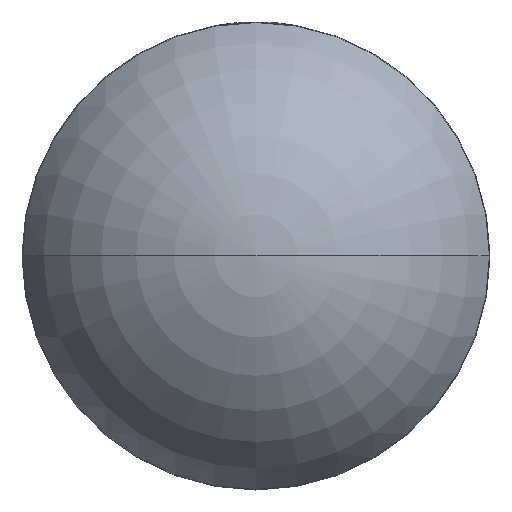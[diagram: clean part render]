
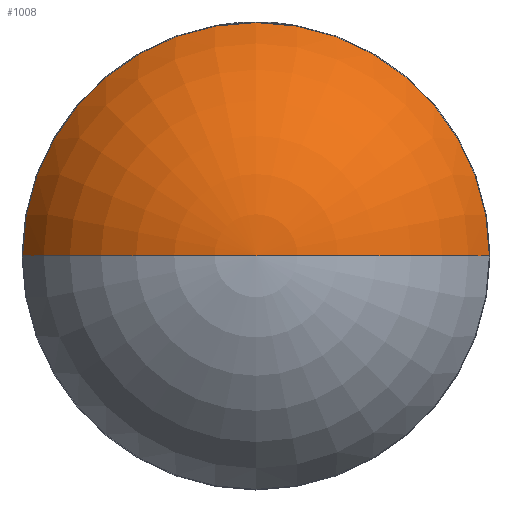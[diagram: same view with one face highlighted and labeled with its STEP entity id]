
A CAD part, top view. The second image highlights one B-rep face of the part: STEP entity #1008.
In plain terms, the highlighted toroidal (fillet/blend) face has major radius 0.003 mm and minor radius 41.41 mm.
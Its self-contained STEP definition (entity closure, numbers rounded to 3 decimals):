
#173 = ORIENTED_EDGE ( 'NONE', *, *, #1831, .T. ) ;
#211 = TOROIDAL_SURFACE ( 'NONE', #686, -0.002, 41.41 ) ;
#274 = DIRECTION ( 'NONE',  ( 0., -1., 0. ) ) ;
#298 = AXIS2_PLACEMENT_3D ( 'NONE', #1461, #464, #1163 ) ;
#305 = VERTEX_POINT ( 'NONE', #876 ) ;
#343 = CIRCLE ( 'NONE', #298, 37.395 ) ;
#344 = DIRECTION ( 'NONE',  ( -1., 0., 0. ) ) ;
#431 = DIRECTION ( 'NONE',  ( 0., 0., -1. ) ) ;
#440 = CARTESIAN_POINT ( 'NONE',  ( -37.395, 0., -10.202 ) ) ;
#464 = DIRECTION ( 'NONE',  ( 0., 0., 1. ) ) ;
#469 = AXIS2_PLACEMENT_3D ( 'NONE', #1184, #1167, #344 ) ;
#511 = AXIS2_PLACEMENT_3D ( 'NONE', #1702, #274, #431 ) ;
#607 = CIRCLE ( 'NONE', #511, 41.41 ) ;
#612 = CARTESIAN_POINT ( 'NONE',  ( 37.395, 0., -10.202 ) ) ;
#681 = DIRECTION ( 'NONE',  ( 0., 0., 1. ) ) ;
#686 = AXIS2_PLACEMENT_3D ( 'NONE', #1802, #681, #1673 ) ;
#706 = EDGE_CURVE ( 'NONE', #1214, #305, #976, .T. ) ;
#876 = CARTESIAN_POINT ( 'NONE',  ( 0., 0., 13.425 ) ) ;
#976 = CIRCLE ( 'NONE', #469, 41.41 ) ;
#1008 = ADVANCED_FACE ( 'NONE', ( #1704 ), #211, .T. ) ;
#1100 = EDGE_CURVE ( 'NONE', #1806, #305, #607, .T. ) ;
#1163 = DIRECTION ( 'NONE',  ( -1., 0., 0. ) ) ;
#1167 = DIRECTION ( 'NONE',  ( 0., 1., 0. ) ) ;
#1184 = CARTESIAN_POINT ( 'NONE',  ( 0.002, 0., -27.985 ) ) ;
#1214 = VERTEX_POINT ( 'NONE', #440 ) ;
#1253 = ORIENTED_EDGE ( 'NONE', *, *, #1100, .F. ) ;
#1461 = CARTESIAN_POINT ( 'NONE',  ( 0., 0., -10.202 ) ) ;
#1562 = EDGE_LOOP ( 'NONE', ( #173, #1691, #1253 ) ) ;
#1673 = DIRECTION ( 'NONE',  ( 1., 0., 0. ) ) ;
#1691 = ORIENTED_EDGE ( 'NONE', *, *, #706, .T. ) ;
#1702 = CARTESIAN_POINT ( 'NONE',  ( -0.002, 0., -27.985 ) ) ;
#1704 = FACE_OUTER_BOUND ( 'NONE', #1562, .T. ) ;
#1802 = CARTESIAN_POINT ( 'NONE',  ( 0., 0., -27.985 ) ) ;
#1806 = VERTEX_POINT ( 'NONE', #612 ) ;
#1831 = EDGE_CURVE ( 'NONE', #1806, #1214, #343, .T. ) ;
